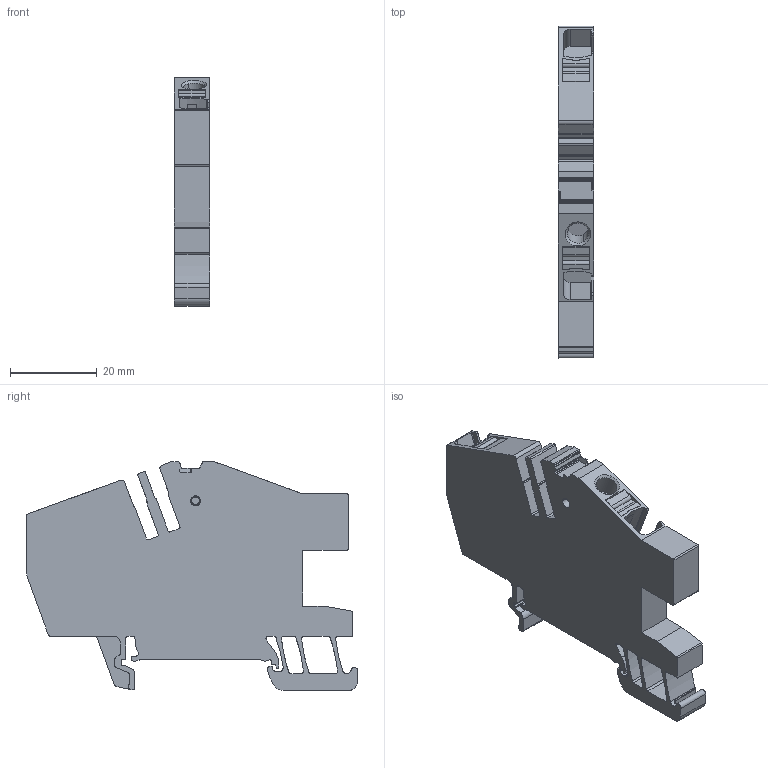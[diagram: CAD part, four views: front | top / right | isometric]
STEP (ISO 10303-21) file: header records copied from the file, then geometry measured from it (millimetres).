
FILE_DESCRIPTION(('CATIA V5R22 STEP214','CAx-IF Rec.Pracs.--- Model Styling and Organization---1.4--- 2014-01-23'),'2;1');
FILE_NAME ('1117186-2_1', '2023-06-06T10:52:26+00:00', ('Weidmueller Interface'), ('Weidmueller'), 'CATIA Version 5-6 Release 2016 SP3 HF44', 'CATIA V5 STEP AP214', 'none');
FILE_SCHEMA(('AUTOMOTIVE_DESIGN { 1 0 10303 214 1 1 1 1 }'));
Length unit declared in the file: millimetre
Products named in the file (1): 2668710000
Bounding box: 8.1 x 76.57 x 52.83 mm (x, y, z)
Volume: 20205.5 mm3; surface area: 10096.4 mm2
Topology: 3 solids, 3 shells, 440 faces, 1242 edges, 813 vertices
Faces by surface type: cylinder 182, plane 178, extrusion 61, cone 12, torus 5, sphere 2
Entity records: 14219 total; most frequent: CARTESIAN_POINT 3171, ORIENTED_EDGE 2480, DIRECTION 1881, EDGE_CURVE 1240, VECTOR 838, VERTEX_POINT 813, LINE 777, AXIS2_PLACEMENT_3D 704
